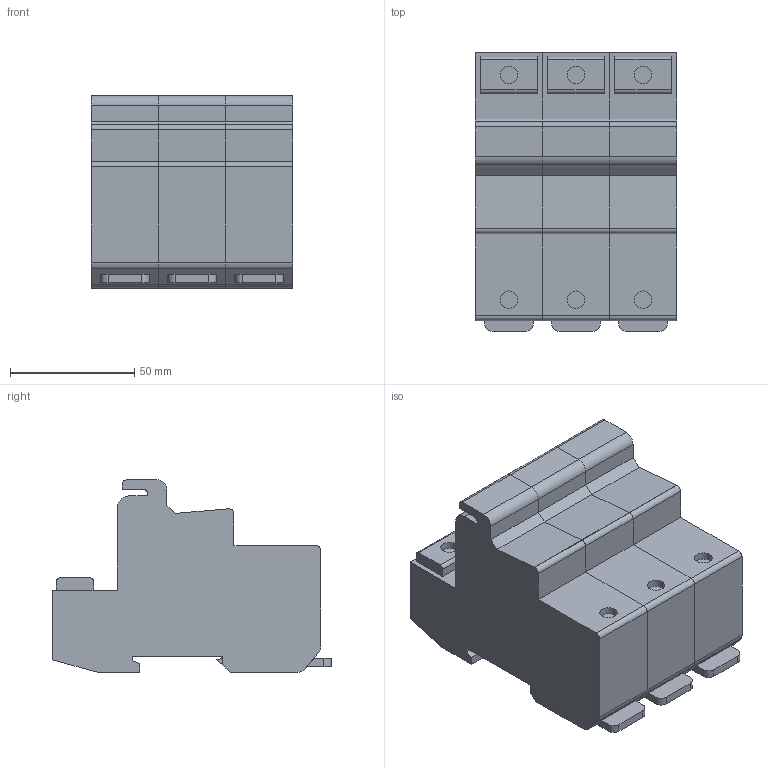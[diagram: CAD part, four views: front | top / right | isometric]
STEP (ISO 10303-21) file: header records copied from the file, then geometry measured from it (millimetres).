
FILE_DESCRIPTION (( 'STEP AP203' ), '1' );
FILE_NAME ('Ïðåäîõðàíèòåëü-ðàçúåäèíèòåëü äëÿ ÏÂÖ 3Ð 14õ51.STEP', '2018-03-30T08:50:54', ( '' ), ( '' ), 'SwSTEP 2.0', 'SolidWorks 2017', '' );
FILE_SCHEMA (( 'CONFIG_CONTROL_DESIGN' ));
Length unit declared in the file: millimetre
Products named in the file (2): Ïðåäîõðàíèòåëü-ðàçúåäèíèòåëü äëÿ ÏÂÖ 3Ð 14õ51; Ïðåäîõðàíèòåëü-ðàçúåäèíèòåëü äëÿ ÏÂÖ 1Ð 14õ51
Assembly tree (3 placements, depth 2):
  Ïðåäîõðàíèòåëü-ðàçúåäèíèòåëü äëÿ ÏÂÖ 3Ð 14õ51
    Ïðåäîõðàíèòåëü-ðàçúåäèíèòåëü äëÿ ÏÂÖ 1Ð 14õ51  x3
Bounding box: 81 x 112.2 x 77.5 mm (x, y, z)
Volume: 458997.5 mm3; surface area: 67885.1 mm2
Topology: 3 solids, 3 shells, 183 faces, 489 edges, 324 vertices
Faces by surface type: plane 132, cylinder 51
Entity records: 2155 total; most frequent: CARTESIAN_POINT 338, DIRECTION 331, ORIENTED_EDGE 326, EDGE_CURVE 163, LINE 129, VECTOR 129, VERTEX_POINT 108, AXIS2_PLACEMENT_3D 101
